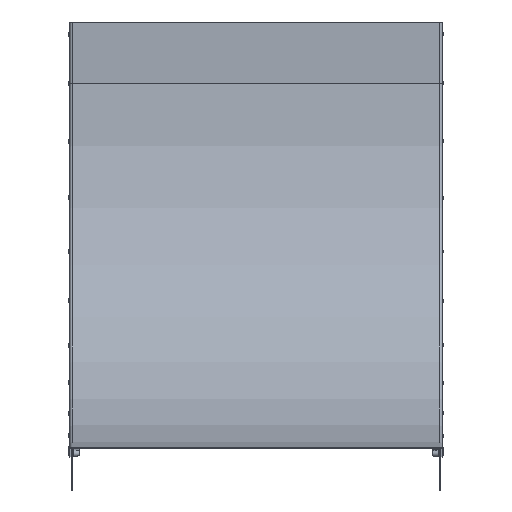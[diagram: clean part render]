
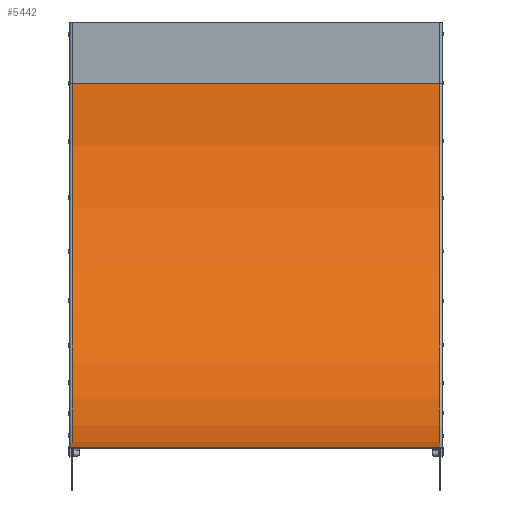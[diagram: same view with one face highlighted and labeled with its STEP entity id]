
A CAD part, top view. The second image highlights one B-rep face of the part: STEP entity #5442.
In plain terms, the highlighted cylindrical face has radius 299 mm (diameter 598 mm), a partial arc.
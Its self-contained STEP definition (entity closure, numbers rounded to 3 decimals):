
#525 = DIRECTION ( 'NONE',  ( 0., 0., 1. ) ) ;
#664 = AXIS2_PLACEMENT_3D ( 'NONE', #5448, #4979, #4563 ) ;
#1094 = AXIS2_PLACEMENT_3D ( 'NONE', #10046, #1921, #11396 ) ;
#1342 = CARTESIAN_POINT ( 'NONE',  ( -150.5, -349., 300. ) ) ;
#1348 = EDGE_CURVE ( 'NONE', #4839, #5024, #11492, .T. ) ;
#1696 = FACE_OUTER_BOUND ( 'NONE', #10808, .T. ) ;
#1921 = DIRECTION ( 'NONE',  ( -1., 0., 0. ) ) ;
#2028 = CARTESIAN_POINT ( 'NONE',  ( -150.5, -349., 300. ) ) ;
#2151 = AXIS2_PLACEMENT_3D ( 'NONE', #11187, #10130, #525 ) ;
#2665 = VECTOR ( 'NONE', #10164, 1000. ) ;
#2945 = LINE ( 'NONE', #15823, #13285 ) ;
#3121 = CARTESIAN_POINT ( 'NONE',  ( 150.5, -349., 300. ) ) ;
#3672 = DIRECTION ( 'NONE',  ( 1., 0., 0. ) ) ;
#4563 = DIRECTION ( 'NONE',  ( 0., 0., 1. ) ) ;
#4839 = VERTEX_POINT ( 'NONE', #7491 ) ;
#4979 = DIRECTION ( 'NONE',  ( -1., 0., 0. ) ) ;
#5024 = VERTEX_POINT ( 'NONE', #1342 ) ;
#5442 = ADVANCED_FACE ( 'NONE', ( #1696 ), #11664, .F. ) ;
#5448 = CARTESIAN_POINT ( 'NONE',  ( -150.5, -50., 300. ) ) ;
#6217 = EDGE_CURVE ( 'NONE', #11674, #17425, #16262, .T. ) ;
#7491 = CARTESIAN_POINT ( 'NONE',  ( -150.5, -50., 1. ) ) ;
#8187 = ORIENTED_EDGE ( 'NONE', *, *, #1348, .T. ) ;
#8876 = ORIENTED_EDGE ( 'NONE', *, *, #17099, .F. ) ;
#8926 = EDGE_CURVE ( 'NONE', #5024, #17425, #17037, .T. ) ;
#9957 = ORIENTED_EDGE ( 'NONE', *, *, #6217, .F. ) ;
#10046 = CARTESIAN_POINT ( 'NONE',  ( 150.5, -50., 300. ) ) ;
#10130 = DIRECTION ( 'NONE',  ( -1., 0., 0. ) ) ;
#10164 = DIRECTION ( 'NONE',  ( 1., 0., 0. ) ) ;
#10755 = ORIENTED_EDGE ( 'NONE', *, *, #8926, .T. ) ;
#10808 = EDGE_LOOP ( 'NONE', ( #8876, #8187, #10755, #9957 ) ) ;
#11187 = CARTESIAN_POINT ( 'NONE',  ( 0., -50., 300. ) ) ;
#11196 = CARTESIAN_POINT ( 'NONE',  ( 150.5, -50., 1. ) ) ;
#11396 = DIRECTION ( 'NONE',  ( 0., 0., 1. ) ) ;
#11492 = CIRCLE ( 'NONE', #664, 299. ) ;
#11664 = CYLINDRICAL_SURFACE ( 'NONE', #2151, 299. ) ;
#11674 = VERTEX_POINT ( 'NONE', #11196 ) ;
#13285 = VECTOR ( 'NONE', #3672, 1000. ) ;
#15823 = CARTESIAN_POINT ( 'NONE',  ( -150.5, -50., 1. ) ) ;
#16262 = CIRCLE ( 'NONE', #1094, 299. ) ;
#17037 = LINE ( 'NONE', #2028, #2665 ) ;
#17099 = EDGE_CURVE ( 'NONE', #4839, #11674, #2945, .T. ) ;
#17425 = VERTEX_POINT ( 'NONE', #3121 ) ;
